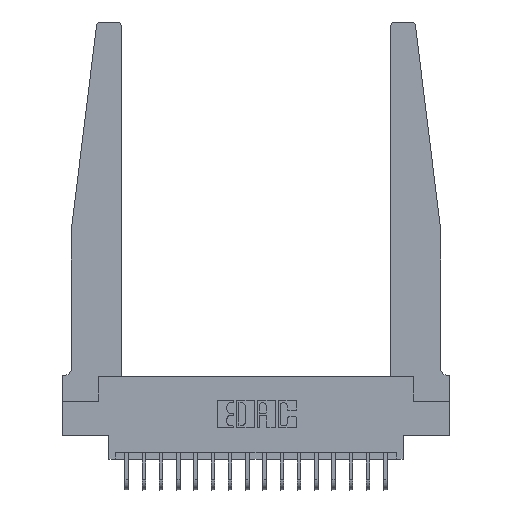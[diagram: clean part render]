
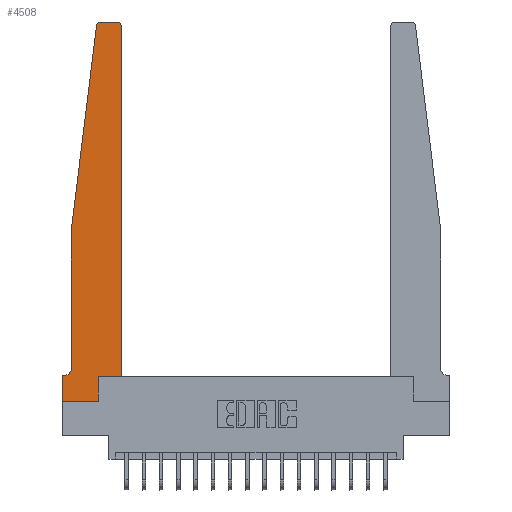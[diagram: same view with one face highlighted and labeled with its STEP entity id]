
A CAD part, top view. The second image highlights one B-rep face of the part: STEP entity #4508.
In plain terms, the highlighted planar face has unit normal (0, 0, 1).
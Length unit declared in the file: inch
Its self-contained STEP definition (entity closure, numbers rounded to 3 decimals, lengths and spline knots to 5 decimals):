
#102 = CARTESIAN_POINT ( 'NONE',  ( 0.065, 0.1875, 0.37 ) ) ;
#131 = VERTEX_POINT ( 'NONE', #655 ) ;
#584 = ORIENTED_EDGE ( 'NONE', *, *, #6741, .T. ) ;
#655 = CARTESIAN_POINT ( 'NONE',  ( 0.015, 0.1875, 0.37 ) ) ;
#748 = ORIENTED_EDGE ( 'NONE', *, *, #5448, .T. ) ;
#812 = AXIS2_PLACEMENT_3D ( 'NONE', #5696, #5266, #6989 ) ;
#862 = CARTESIAN_POINT ( 'NONE',  ( 0.2605, 0.18, 0.37 ) ) ;
#937 = CARTESIAN_POINT ( 'NONE',  ( 0.425, 0.18, 0.37 ) ) ;
#1851 = LINE ( 'NONE', #15183, #3307 ) ;
#2217 = VERTEX_POINT ( 'NONE', #12072 ) ;
#2314 = CARTESIAN_POINT ( 'NONE',  ( 0.425, 0.18, 0.37 ) ) ;
#2591 = EDGE_CURVE ( 'NONE', #11488, #5589, #7395, .T. ) ;
#2707 = CARTESIAN_POINT ( 'NONE',  ( 0., 0.1875, 0.37 ) ) ;
#2924 = VERTEX_POINT ( 'NONE', #7865 ) ;
#3085 = EDGE_CURVE ( 'NONE', #5704, #131, #16985, .T. ) ;
#3307 = VECTOR ( 'NONE', #18057, 39.37008 ) ;
#3789 = CARTESIAN_POINT ( 'NONE',  ( 0.065, 1.25, 0.37 ) ) ;
#3889 = ORIENTED_EDGE ( 'NONE', *, *, #9510, .T. ) ;
#4092 = DIRECTION ( 'NONE',  ( 0., 0., 1. ) ) ;
#4258 = VECTOR ( 'NONE', #13875, 39.37008 ) ;
#4397 = EDGE_LOOP ( 'NONE', ( #14460, #7248, #19539, #19291, #8948, #584, #3889, #14696, #13228, #748, #7340, #6019 ) ) ;
#4508 = ADVANCED_FACE ( 'NONE', ( #14130 ), #15830, .T. ) ;
#4675 = LINE ( 'NONE', #12937, #13014 ) ;
#4769 = LINE ( 'NONE', #102, #20437 ) ;
#4967 = DIRECTION ( 'NONE',  ( 0., -1., 0. ) ) ;
#5225 = EDGE_CURVE ( 'NONE', #19097, #2924, #4675, .T. ) ;
#5266 = DIRECTION ( 'NONE',  ( 0., 0., 1. ) ) ;
#5292 = VERTEX_POINT ( 'NONE', #16325 ) ;
#5436 = CARTESIAN_POINT ( 'NONE',  ( 0., 0., 0.37 ) ) ;
#5448 = EDGE_CURVE ( 'NONE', #12265, #19097, #12272, .T. ) ;
#5589 = VERTEX_POINT ( 'NONE', #16194 ) ;
#5664 = EDGE_CURVE ( 'NONE', #5292, #5704, #6688, .T. ) ;
#5685 = DIRECTION ( 'NONE',  ( 0., 0., -1. ) ) ;
#5696 = CARTESIAN_POINT ( 'NONE',  ( 0.395, 2.72, 0.37 ) ) ;
#5703 = CARTESIAN_POINT ( 'NONE',  ( 0.065, 0.2375, 0.37 ) ) ;
#5704 = VERTEX_POINT ( 'NONE', #5703 ) ;
#6019 = ORIENTED_EDGE ( 'NONE', *, *, #10206, .T. ) ;
#6065 = DIRECTION ( 'NONE',  ( 0., -1., 0. ) ) ;
#6234 = LINE ( 'NONE', #12775, #8676 ) ;
#6688 = LINE ( 'NONE', #3789, #10268 ) ;
#6741 = EDGE_CURVE ( 'NONE', #131, #17008, #4769, .T. ) ;
#6762 = AXIS2_PLACEMENT_3D ( 'NONE', #12440, #5685, #7296 ) ;
#6989 = DIRECTION ( 'NONE',  ( 1., 0., 0. ) ) ;
#7235 = DIRECTION ( 'NONE',  ( 1., 0., 0. ) ) ;
#7248 = ORIENTED_EDGE ( 'NONE', *, *, #2591, .T. ) ;
#7273 = CIRCLE ( 'NONE', #812, 0.03 ) ;
#7296 = DIRECTION ( 'NONE',  ( -1., 0., 0. ) ) ;
#7340 = ORIENTED_EDGE ( 'NONE', *, *, #5225, .T. ) ;
#7395 = CIRCLE ( 'NONE', #10146, 0.03 ) ;
#7865 = CARTESIAN_POINT ( 'NONE',  ( 0.425, 2.72, 0.37 ) ) ;
#8676 = VECTOR ( 'NONE', #20629, 39.37008 ) ;
#8948 = ORIENTED_EDGE ( 'NONE', *, *, #3085, .T. ) ;
#9254 = VECTOR ( 'NONE', #7235, 39.37008 ) ;
#9330 = VECTOR ( 'NONE', #6065, 39.37008 ) ;
#9494 = DIRECTION ( 'NONE',  ( -1., 0., 0. ) ) ;
#9510 = EDGE_CURVE ( 'NONE', #17008, #13772, #20676, .T. ) ;
#10146 = AXIS2_PLACEMENT_3D ( 'NONE', #11837, #18296, #18611 ) ;
#10206 = EDGE_CURVE ( 'NONE', #2924, #14045, #7273, .T. ) ;
#10268 = VECTOR ( 'NONE', #4967, 39.37008 ) ;
#11110 = CARTESIAN_POINT ( 'NONE',  ( 0., 0., 0.37 ) ) ;
#11473 = EDGE_CURVE ( 'NONE', #14045, #11488, #6234, .T. ) ;
#11488 = VERTEX_POINT ( 'NONE', #16062 ) ;
#11837 = CARTESIAN_POINT ( 'NONE',  ( 0.27653, 2.72, 0.37 ) ) ;
#11972 = EDGE_CURVE ( 'NONE', #13772, #2217, #16644, .T. ) ;
#12072 = CARTESIAN_POINT ( 'NONE',  ( 0.2605, 0., 0.37 ) ) ;
#12207 = EDGE_CURVE ( 'NONE', #5589, #5292, #13774, .T. ) ;
#12265 = VERTEX_POINT ( 'NONE', #862 ) ;
#12272 = LINE ( 'NONE', #937, #9254 ) ;
#12440 = CARTESIAN_POINT ( 'NONE',  ( 0.015, 0.2375, 0.37 ) ) ;
#12775 = CARTESIAN_POINT ( 'NONE',  ( 0.25, 2.75, 0.37 ) ) ;
#12937 = CARTESIAN_POINT ( 'NONE',  ( 0.425, 0.18, 0.37 ) ) ;
#13014 = VECTOR ( 'NONE', #13147, 39.37008 ) ;
#13147 = DIRECTION ( 'NONE',  ( 0., 1., 0. ) ) ;
#13228 = ORIENTED_EDGE ( 'NONE', *, *, #16283, .T. ) ;
#13283 = CARTESIAN_POINT ( 'NONE',  ( 0., 0., 0.37 ) ) ;
#13772 = VERTEX_POINT ( 'NONE', #13283 ) ;
#13774 = LINE ( 'NONE', #17474, #4258 ) ;
#13875 = DIRECTION ( 'NONE',  ( -0.122, -0.992, 0. ) ) ;
#14045 = VERTEX_POINT ( 'NONE', #20590 ) ;
#14130 = FACE_OUTER_BOUND ( 'NONE', #4397, .T. ) ;
#14460 = ORIENTED_EDGE ( 'NONE', *, *, #11473, .T. ) ;
#14696 = ORIENTED_EDGE ( 'NONE', *, *, #11972, .T. ) ;
#15183 = CARTESIAN_POINT ( 'NONE',  ( 0.2605, 0.18, 0.37 ) ) ;
#15259 = DIRECTION ( 'NONE',  ( 1., 0., 0. ) ) ;
#15487 = CARTESIAN_POINT ( 'NONE',  ( 0., 0.1875, 0.37 ) ) ;
#15620 = DIRECTION ( 'NONE',  ( 1., 0., 0. ) ) ;
#15830 = PLANE ( 'NONE',  #20779 ) ;
#16062 = CARTESIAN_POINT ( 'NONE',  ( 0.27653, 2.75, 0.37 ) ) ;
#16194 = CARTESIAN_POINT ( 'NONE',  ( 0.24675, 2.72367, 0.37 ) ) ;
#16283 = EDGE_CURVE ( 'NONE', #2217, #12265, #1851, .T. ) ;
#16325 = CARTESIAN_POINT ( 'NONE',  ( 0.065, 1.25, 0.37 ) ) ;
#16644 = LINE ( 'NONE', #5436, #17182 ) ;
#16985 = CIRCLE ( 'NONE', #6762, 0.05 ) ;
#17008 = VERTEX_POINT ( 'NONE', #15487 ) ;
#17182 = VECTOR ( 'NONE', #15259, 39.37008 ) ;
#17474 = CARTESIAN_POINT ( 'NONE',  ( 0.065, 1.25, 0.37 ) ) ;
#18057 = DIRECTION ( 'NONE',  ( 0., 1., 0. ) ) ;
#18296 = DIRECTION ( 'NONE',  ( 0., 0., 1. ) ) ;
#18611 = DIRECTION ( 'NONE',  ( 1., 0., 0. ) ) ;
#19097 = VERTEX_POINT ( 'NONE', #2314 ) ;
#19291 = ORIENTED_EDGE ( 'NONE', *, *, #5664, .T. ) ;
#19539 = ORIENTED_EDGE ( 'NONE', *, *, #12207, .T. ) ;
#20437 = VECTOR ( 'NONE', #9494, 39.37008 ) ;
#20590 = CARTESIAN_POINT ( 'NONE',  ( 0.395, 2.75, 0.37 ) ) ;
#20629 = DIRECTION ( 'NONE',  ( -1., 0., 0. ) ) ;
#20676 = LINE ( 'NONE', #11110, #9330 ) ;
#20779 = AXIS2_PLACEMENT_3D ( 'NONE', #2707, #4092, #15620 ) ;
